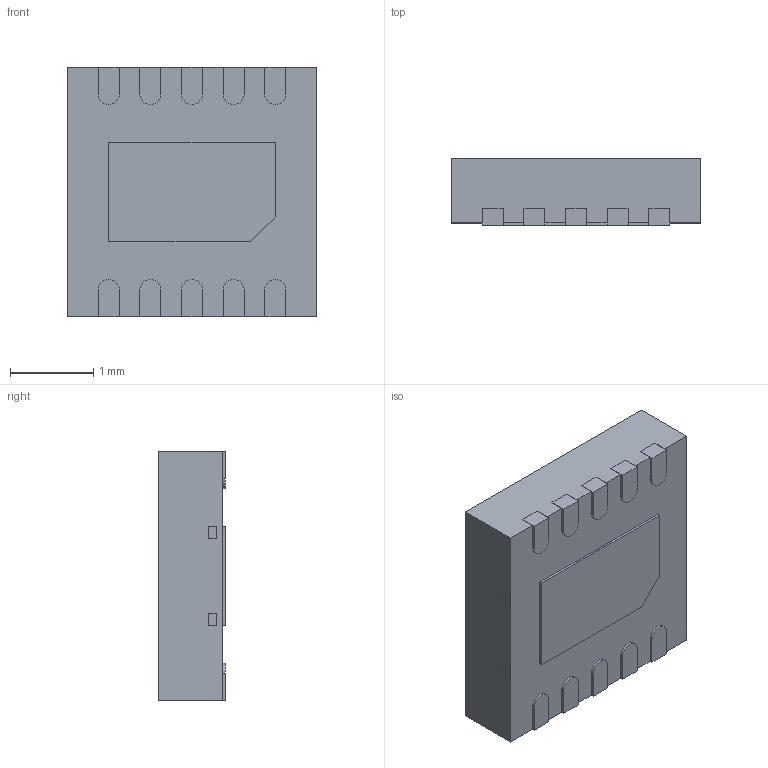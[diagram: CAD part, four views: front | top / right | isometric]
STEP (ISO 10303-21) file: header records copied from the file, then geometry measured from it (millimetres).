
FILE_DESCRIPTION((''),'2;1');
FILE_NAME('DSC0010B_ASM','2014-12-22T',('a0412025'),(''),'PRO/ENGINEER BY PARAMETRIC TECHNOLOGY CORPORATION, 2011490','PRO/ENGINEER BY PARAMETRIC TECHNOLOGY CORPORATION, 2011490','');
FILE_SCHEMA(('AUTOMOTIVE_DESIGN_CC2 { 1 2 10303 214 -1 1 5 2 }'));
Length unit declared in the file: millimetre
Products named in the file (3): MOLD-RTE0016A; FRAME-DSC0010B; DSC0010B_ASM
Assembly tree (2 placements, depth 2):
  DSC0010B_ASM
    MOLD-RTE0016A
    FRAME-DSC0010B
Bounding box: 3 x 0.8 x 3 mm (x, y, z)
Volume: 7 mm3; surface area: 42.4 mm2
Topology: 12 solids, 12 shells, 139 faces, 354 edges, 236 vertices
Faces by surface type: plane 119, cylinder 20
Entity records: 5471 total; most frequent: CARTESIAN_POINT 734, ORIENTED_EDGE 708, DIRECTION 682, PRESENTATION_STYLE_ASSIGNMENT 377, STYLED_ITEM 366, CURVE_STYLE 354, EDGE_CURVE 354, VECTOR 314
